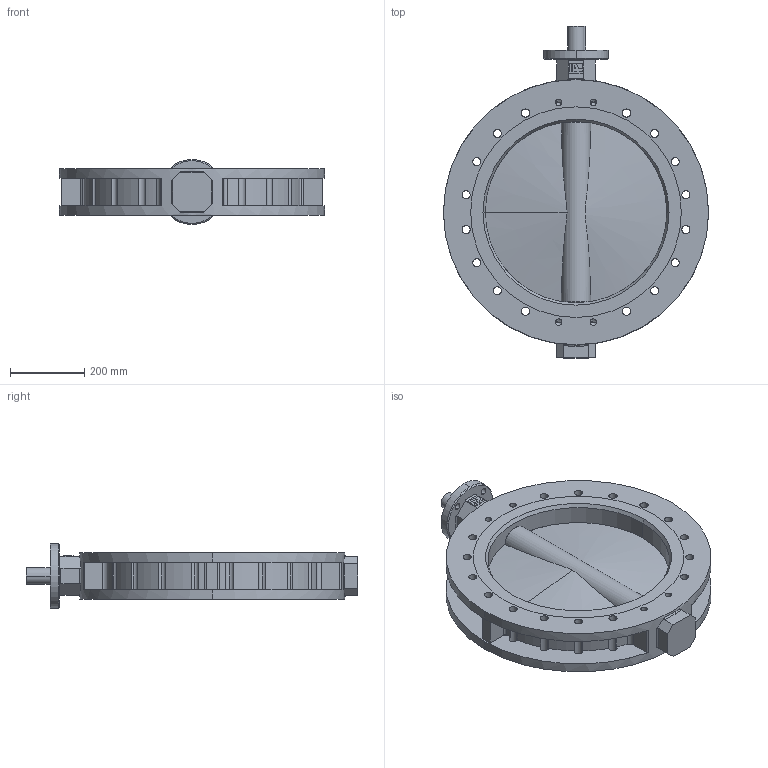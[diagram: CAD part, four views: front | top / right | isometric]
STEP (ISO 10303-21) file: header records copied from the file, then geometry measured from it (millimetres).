
FILE_DESCRIPTION (( 'STEP AP214' ), '1' );
FILE_NAME ('D40500._1.step', '2013-07-30T15:16:14', ( 'mbuehlmann' ), ( '' ), 'SwSTEP 2.0', 'SolidWorks 2012', '' );
FILE_SCHEMA (( 'AUTOMOTIVE_DESIGN' ));
Length unit declared in the file: millimetre
Products named in the file (6): ia-Logo26; ia-scheibe250_ia-scheibe500; ia-Dichtungbasic_Dichtung500; ia-Keil_ia-Keil500; BO.D40500._1; D40500._1
Assembly tree (5 placements, depth 2):
  D40500._1
    BO.D40500._1
    ia-Keil_ia-Keil500
    ia-Dichtungbasic_Dichtung500
    ia-scheibe250_ia-scheibe500
    ia-Logo26
Bounding box: 715 x 895 x 175 mm (x, y, z)
Volume: 25798241.1 mm3; surface area: 2200073.9 mm2
Topology: 5 solids, 5 shells, 232 faces, 718 edges, 458 vertices
Faces by surface type: cylinder 112, plane 70, cone 34, torus 14, sphere 2
Entity records: 8905 total; most frequent: CARTESIAN_POINT 1892, DIRECTION 1447, ORIENTED_EDGE 1398, EDGE_CURVE 699, AXIS2_PLACEMENT_3D 564, VERTEX_POINT 457, CIRCLE 324, LINE 319
